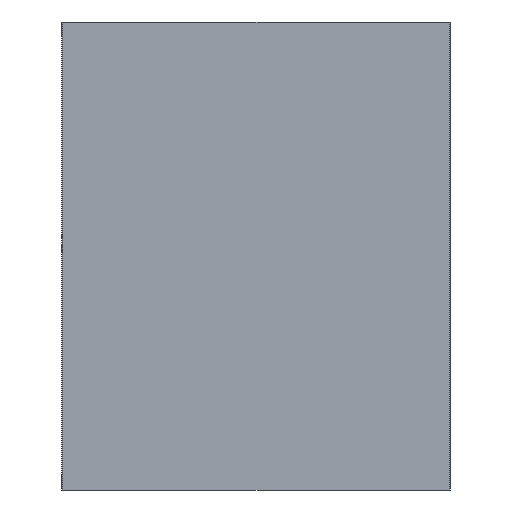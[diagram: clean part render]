
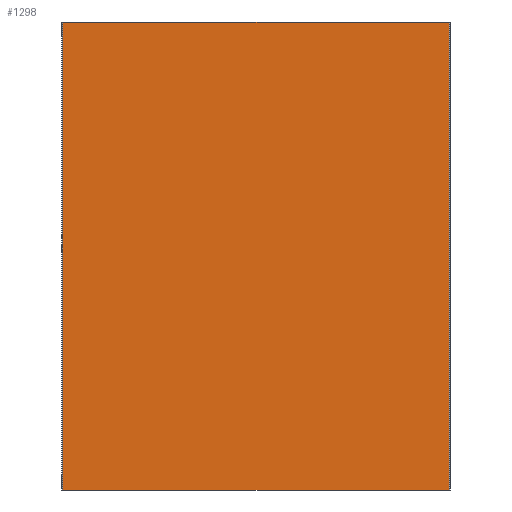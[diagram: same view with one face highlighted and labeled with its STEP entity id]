
A CAD part, front view. The second image highlights one B-rep face of the part: STEP entity #1298.
In plain terms, the highlighted planar face has unit normal (0, -1, 0).
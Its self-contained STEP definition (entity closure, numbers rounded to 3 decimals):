
#70 = CARTESIAN_POINT ( 'NONE',  ( 247.75, 0., 0. ) ) ;
#74 = DIRECTION ( 'NONE',  ( 1., 0., 0. ) ) ;
#127 = CARTESIAN_POINT ( 'NONE',  ( 247.75, 0., 600. ) ) ;
#128 = DIRECTION ( 'NONE',  ( 0., 0., -1. ) ) ;
#384 = VERTEX_POINT ( 'NONE', #1404 ) ;
#447 = VECTOR ( 'NONE', #74, 1000. ) ;
#470 = EDGE_LOOP ( 'NONE', ( #672, #736, #551, #1009 ) ) ;
#551 = ORIENTED_EDGE ( 'NONE', *, *, #1474, .F. ) ;
#592 = LINE ( 'NONE', #127, #625 ) ;
#625 = VECTOR ( 'NONE', #128, 1000. ) ;
#631 = VERTEX_POINT ( 'NONE', #1363 ) ;
#642 = FACE_OUTER_BOUND ( 'NONE', #470, .T. ) ;
#672 = ORIENTED_EDGE ( 'NONE', *, *, #1477, .T. ) ;
#687 = VERTEX_POINT ( 'NONE', #1356 ) ;
#736 = ORIENTED_EDGE ( 'NONE', *, *, #1502, .F. ) ;
#761 = VECTOR ( 'NONE', #1198, 1000. ) ;
#819 = LINE ( 'NONE', #70, #447 ) ;
#883 = LINE ( 'NONE', #1197, #761 ) ;
#892 = VECTOR ( 'NONE', #1199, 1000. ) ;
#978 = VERTEX_POINT ( 'NONE', #1332 ) ;
#1009 = ORIENTED_EDGE ( 'NONE', *, *, #1473, .T. ) ;
#1091 = LINE ( 'NONE', #1191, #892 ) ;
#1191 = CARTESIAN_POINT ( 'NONE',  ( 247.75, 0., 600. ) ) ;
#1197 = CARTESIAN_POINT ( 'NONE',  ( -247.75, 0., 600. ) ) ;
#1198 = DIRECTION ( 'NONE',  ( 0., 0., -1. ) ) ;
#1199 = DIRECTION ( 'NONE',  ( 1., 0., 0. ) ) ;
#1233 = CARTESIAN_POINT ( 'NONE',  ( 247.75, 0., 600. ) ) ;
#1235 = PLANE ( 'NONE',  #1417 ) ;
#1238 = DIRECTION ( 'NONE',  ( 0., 1., 0. ) ) ;
#1239 = DIRECTION ( 'NONE',  ( 0., 0., 1. ) ) ;
#1298 = ADVANCED_FACE ( 'NONE', ( #642 ), #1235, .F. ) ;
#1332 = CARTESIAN_POINT ( 'NONE',  ( 247.75, 0., 600. ) ) ;
#1356 = CARTESIAN_POINT ( 'NONE',  ( -247.75, 0., 600. ) ) ;
#1363 = CARTESIAN_POINT ( 'NONE',  ( -247.75, 0., 0. ) ) ;
#1404 = CARTESIAN_POINT ( 'NONE',  ( 247.75, 0., 0. ) ) ;
#1417 = AXIS2_PLACEMENT_3D ( 'NONE', #1233, #1238, #1239 ) ;
#1473 = EDGE_CURVE ( 'NONE', #687, #631, #883, .T. ) ;
#1474 = EDGE_CURVE ( 'NONE', #687, #978, #1091, .T. ) ;
#1477 = EDGE_CURVE ( 'NONE', #631, #384, #819, .T. ) ;
#1502 = EDGE_CURVE ( 'NONE', #978, #384, #592, .T. ) ;
